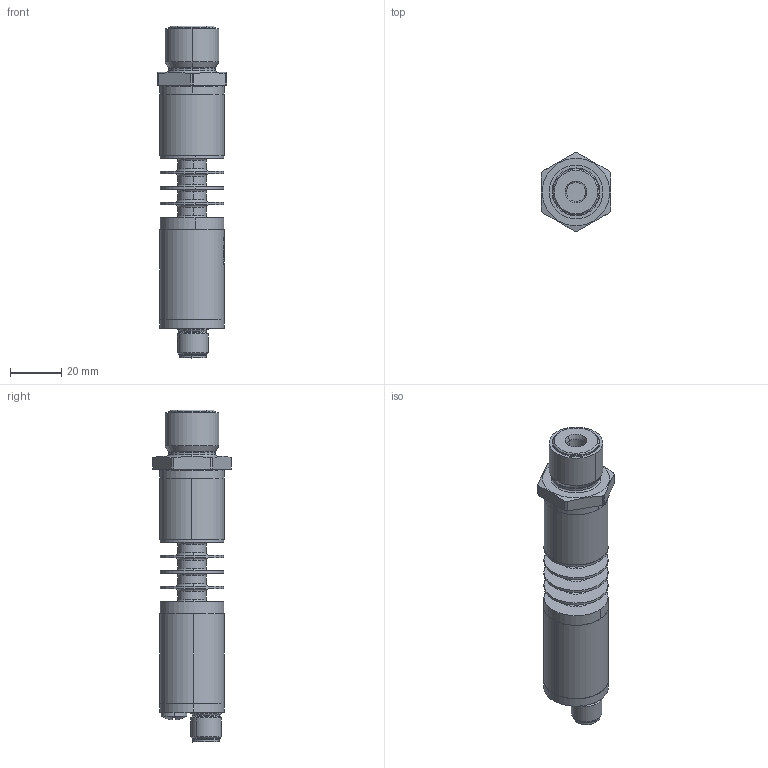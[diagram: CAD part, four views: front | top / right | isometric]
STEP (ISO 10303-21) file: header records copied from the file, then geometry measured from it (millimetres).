
FILE_DESCRIPTION(('STEP AP214'),'1');
FILE_NAME('TP18 alta portata.stp','2016-12-02T13:42:20',(' '),(' '),'Spatial InterOp 3D',' ',' ');
FILE_SCHEMA(('automotive_design'));
Length unit declared in the file: millimetre
Products named in the file (10): TP18 alta portata; front part; back part; Heat exchanger; Process coupling; M8 cap; M12 connector; M12 connector Geometry; Pin holder; Cap
Assembly tree (9 placements, depth 3):
  TP18 alta portata
    front part
    back part
    Heat exchanger
    Process coupling
    M8 cap
    M12 connector
      M12 connector Geometry
      Pin holder
    Cap
Bounding box: 27 x 30.5 x 129.3 mm (x, y, z)
Volume: 22895.8 mm3; surface area: 24263.9 mm2
Topology: 12 solids, 19 shells, 316 faces, 796 edges, 539 vertices
Faces by surface type: cylinder 133, plane 114, torus 34, bspline 19, cone 14, sphere 2
Entity records: 13046 total; most frequent: CARTESIAN_POINT 2362, DIRECTION 1773, ORIENTED_EDGE 1560, EDGE_CURVE 794, AXIS2_PLACEMENT_3D 748, VERTEX_POINT 539, CIRCLE 420, EDGE_LOOP 367
